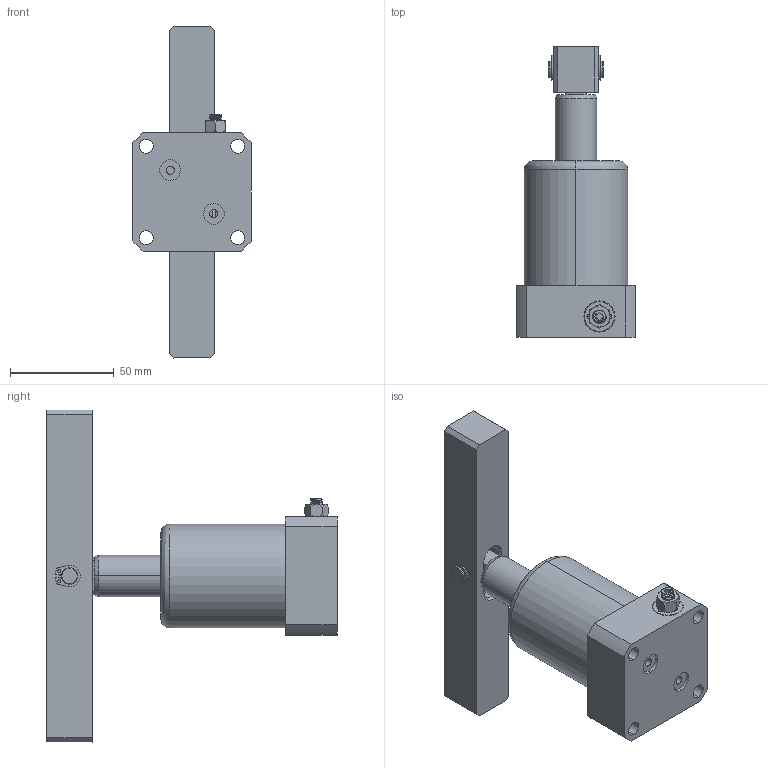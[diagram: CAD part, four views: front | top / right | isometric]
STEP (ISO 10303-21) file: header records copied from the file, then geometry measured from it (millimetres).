
FILE_DESCRIPTION (( 'STEP AP214' ), '1' );
FILE_NAME ('chs-mf32d_asm.STEP', '2020-02-12T07:00:17', ( '' ), ( '' ), 'SwSTEP 2.0', 'SolidWorks 2016', '' );
FILE_SCHEMA (( 'AUTOMOTIVE_DESIGN' ));
Length unit declared in the file: millimetre
Products named in the file (10): CHS-MF32-TXF-03; CHS-MF32-TXF-02; CHS-TXF-01; CHS-32D-02_5; chs-mf32d_asm; Xiaozhou; 轴8挡圈; CHS-MF32BT; CHS-32D-01_6; M6
Assembly tree (10 placements, depth 2):
  chs-mf32d_asm
    CHS-32D-02_5
    CHS-TXF-01
    CHS-MF32-TXF-02
    CHS-MF32-TXF-03
    M6
    CHS-32D-01_6
    CHS-MF32BT
    轴8挡圈  x2
    Xiaozhou
Bounding box: 57 x 140 x 160 mm (x, y, z)
Volume: 292158.5 mm3; surface area: 55288.3 mm2
Topology: 11 solids, 11 shells, 407 faces, 1019 edges, 654 vertices
Faces by surface type: cylinder 209, plane 100, cone 63, bspline 35
Entity records: 21442 total; most frequent: CARTESIAN_POINT 12522, ORIENTED_EDGE 1882, DIRECTION 1548, EDGE_CURVE 941, VERTEX_POINT 610, AXIS2_PLACEMENT_3D 603, EDGE_LOOP 443, FACE_OUTER_BOUND 383
